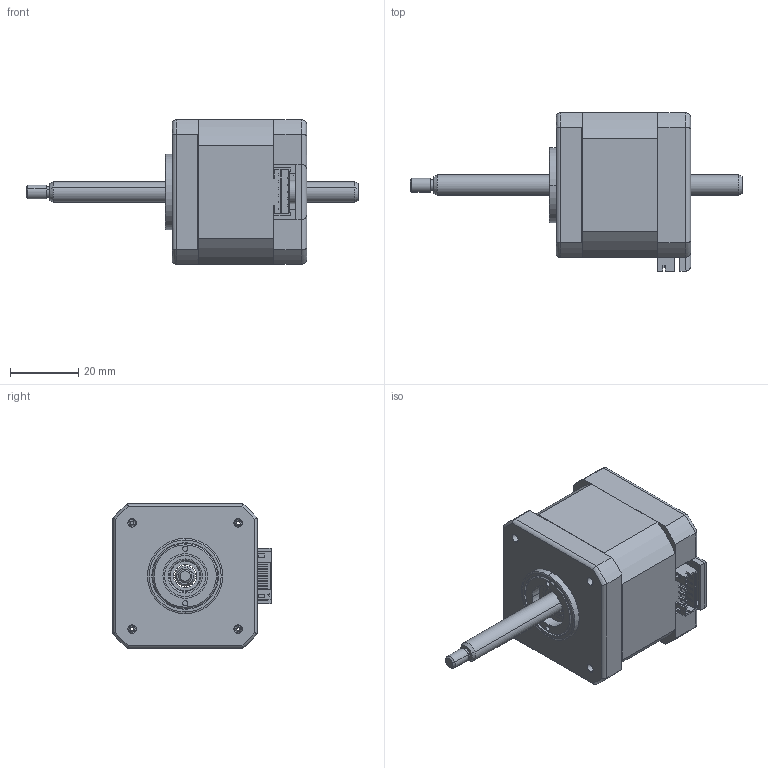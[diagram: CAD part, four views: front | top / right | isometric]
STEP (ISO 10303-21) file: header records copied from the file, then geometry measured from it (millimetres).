
FILE_DESCRIPTION (( 'STEP AP203' ), '1' );
FILE_NAME ('LN172S-E06008-90-S-150.STEP', '2019-04-13T05:45:59', ( 'Sky123.Org' ), ( 'Sky123.Org' ), 'SwSTEP 2.0', 'SolidWorks 2014', '' );
FILE_SCHEMA (( 'CONFIG_CONTROL_DESIGN' ));
Length unit declared in the file: millimetre
Products named in the file (1): LN172S-E06008-90-S-150
Bounding box: 97 x 46.2 x 42.2 mm (x, y, z)
Surface area: 17396.8 mm2 (no closed solid volume)
Topology: 0 solids, 17 shells, 305 faces, 964 edges, 672 vertices
Faces by surface type: plane 166, cylinder 70, cone 47, torus 14, sphere 8
Entity records: 11305 total; most frequent: CARTESIAN_POINT 2794, DIRECTION 1702, ORIENTED_EDGE 1660, EDGE_CURVE 964, VERTEX_POINT 672, VECTOR 574, LINE 574, AXIS2_PLACEMENT_3D 564
